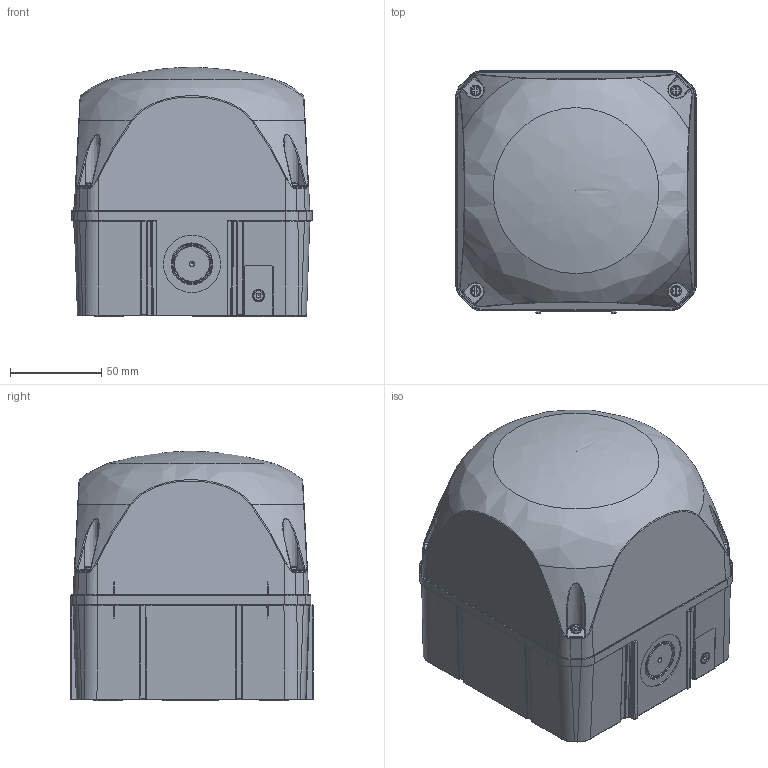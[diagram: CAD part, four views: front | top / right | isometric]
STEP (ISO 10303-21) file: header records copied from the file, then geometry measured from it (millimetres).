
FILE_DESCRIPTION(/* description */ (''),/* implementation_level */ '2;1');
FILE_NAME(/* name */ 'QDM.stp',/* time_stamp */ '2012-09-07T11:28:53+02:00',/* author */ (''),/* organization */ (''),/* preprocessor_version */ 'ST-DEVELOPER v11',/* originating_system */ 'SIEMENS PLM Software NX 7.5',/* authorisation */ '');
FILE_SCHEMA (('AUTOMOTIVE_DESIGN { 1 0 10303 214 1 1 1 1 }'));
Products named in the file (1): m.neFA88z0r5
Bounding box: 132.07 x 133 x 136.81 mm (x, y, z)
Volume: 1827517.1 mm3; surface area: 179534.2 mm2
Topology: 7 solids, 7 shells, 1713 faces, 4181 edges, 2451 vertices
Faces by surface type: cylinder 530, plane 479, bspline 337, cone 139, torus 127, sphere 101
Full cylindrical faces by diameter (mm): 1.2 x8, 2.45 x4, 2.9 x8, 3 x1, 3.5 x4, 3.6 x3, 3.7 x1, 4 x1, 4.3 x1, 5.2 x2, 6.3 x1, 6.4 x2, 6.6 x4, 15.6 x4, 17 x1, 20 x1, 31.5 x1
Entity records: 56820 total; most frequent: CARTESIAN_POINT 19082, DIRECTION 7966, ORIENTED_EDGE 7782, EDGE_CURVE 3891, AXIS2_PLACEMENT_3D 3211, VERTEX_POINT 2402, EDGE_LOOP 1928, ADVANCED_FACE 1713
